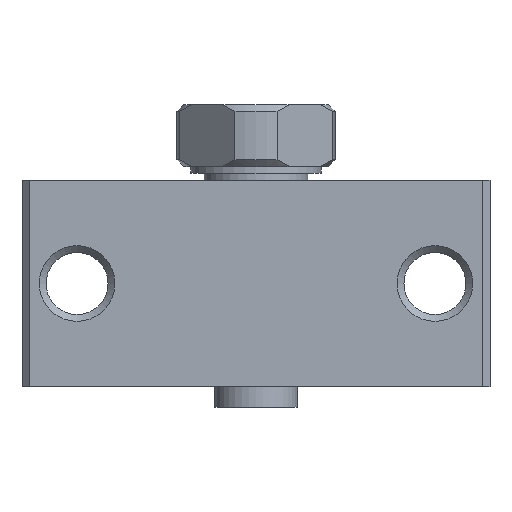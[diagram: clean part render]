
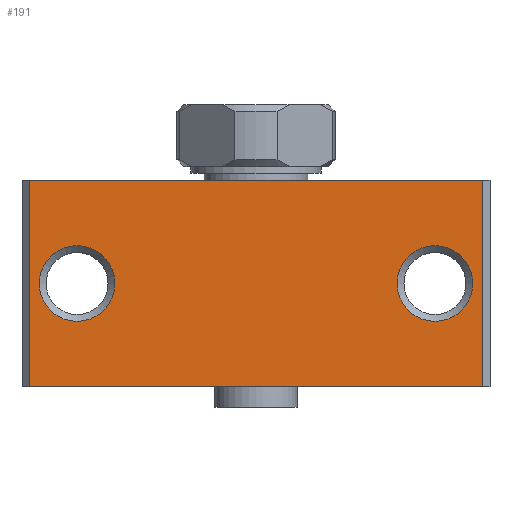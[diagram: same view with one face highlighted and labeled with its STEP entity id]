
A CAD part, front view. The second image highlights one B-rep face of the part: STEP entity #191.
In plain terms, the highlighted planar face has unit normal (0, -1, 0).
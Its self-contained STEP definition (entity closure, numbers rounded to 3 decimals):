
#191 = ADVANCED_FACE( '', ( #294, #295, #296 ), #297, .T. );
#294 = FACE_BOUND( '', #479, .T. );
#295 = FACE_BOUND( '', #480, .T. );
#296 = FACE_OUTER_BOUND( '', #481, .T. );
#297 = PLANE( '', #482 );
#479 = EDGE_LOOP( '', ( #788 ) );
#480 = EDGE_LOOP( '', ( #789 ) );
#481 = EDGE_LOOP( '', ( #790, #791, #792, #793 ) );
#482 = AXIS2_PLACEMENT_3D( '', #794, #795, #796 );
#788 = ORIENTED_EDGE( '', *, *, #1192, .F. );
#789 = ORIENTED_EDGE( '', *, *, #1193, .F. );
#790 = ORIENTED_EDGE( '', *, *, #1173, .F. );
#791 = ORIENTED_EDGE( '', *, *, #1194, .F. );
#792 = ORIENTED_EDGE( '', *, *, #1158, .T. );
#793 = ORIENTED_EDGE( '', *, *, #1191, .T. );
#794 = CARTESIAN_POINT( '', ( -16.46, -10., -15. ) );
#795 = DIRECTION( '', ( 0., -1., 0. ) );
#796 = DIRECTION( '', ( 0., 0., -1. ) );
#1158 = EDGE_CURVE( '', #1348, #1346, #1349, .T. );
#1173 = EDGE_CURVE( '', #1376, #1378, #1379, .T. );
#1191 = EDGE_CURVE( '', #1346, #1378, #1402, .T. );
#1192 = EDGE_CURVE( '', #1403, #1403, #1404, .T. );
#1193 = EDGE_CURVE( '', #1405, #1405, #1406, .T. );
#1194 = EDGE_CURVE( '', #1348, #1376, #1407, .T. );
#1346 = VERTEX_POINT( '', #1652 );
#1348 = VERTEX_POINT( '', #1655 );
#1349 = LINE( '', #1656, #1657 );
#1376 = VERTEX_POINT( '', #1694 );
#1378 = VERTEX_POINT( '', #1697 );
#1379 = LINE( '', #1698, #1699 );
#1402 = LINE( '', #1736, #1737 );
#1403 = VERTEX_POINT( '', #1738 );
#1404 = CIRCLE( '', #1739, 2.75 );
#1405 = VERTEX_POINT( '', #1740 );
#1406 = CIRCLE( '', #1741, 2.75 );
#1407 = LINE( '', #1742, #1743 );
#1652 = CARTESIAN_POINT( '', ( 16.46, -10., -15. ) );
#1655 = CARTESIAN_POINT( '', ( -16.46, -10., -15. ) );
#1656 = CARTESIAN_POINT( '', ( -16.46, -10., -15. ) );
#1657 = VECTOR( '', #2003, 1000. );
#1694 = CARTESIAN_POINT( '', ( -16.46, -10., 0. ) );
#1697 = CARTESIAN_POINT( '', ( 16.46, -10., 0. ) );
#1698 = CARTESIAN_POINT( '', ( -16.46, -10., 0. ) );
#1699 = VECTOR( '', #2024, 1000. );
#1736 = CARTESIAN_POINT( '', ( 16.46, -10., -15. ) );
#1737 = VECTOR( '', #2048, 1000. );
#1738 = CARTESIAN_POINT( '', ( 13., -10., -10.25 ) );
#1739 = AXIS2_PLACEMENT_3D( '', #2049, #2050, #2051 );
#1740 = CARTESIAN_POINT( '', ( -13., -10., -10.25 ) );
#1741 = AXIS2_PLACEMENT_3D( '', #2052, #2053, #2054 );
#1742 = CARTESIAN_POINT( '', ( -16.46, -10., -15. ) );
#1743 = VECTOR( '', #2055, 1000. );
#2003 = DIRECTION( '', ( 1., 0., 0. ) );
#2024 = DIRECTION( '', ( 1., 0., 0. ) );
#2048 = DIRECTION( '', ( 0., 0., 1. ) );
#2049 = CARTESIAN_POINT( '', ( 13., -10., -7.5 ) );
#2050 = DIRECTION( '', ( 0., -1., 0. ) );
#2051 = DIRECTION( '', ( 0., 0., -1. ) );
#2052 = CARTESIAN_POINT( '', ( -13., -10., -7.5 ) );
#2053 = DIRECTION( '', ( 0., -1., 0. ) );
#2054 = DIRECTION( '', ( 0., 0., -1. ) );
#2055 = DIRECTION( '', ( 0., 0., 1. ) );
